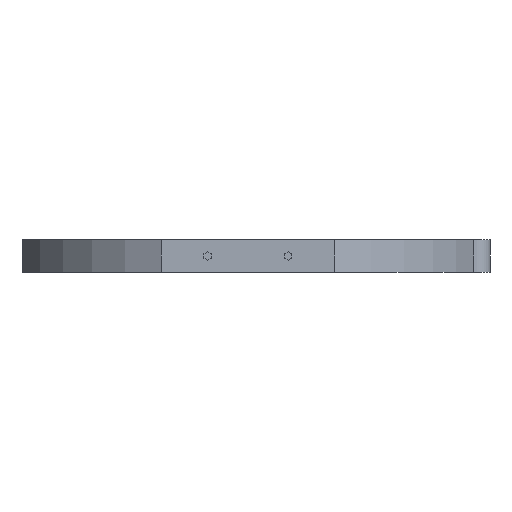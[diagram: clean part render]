
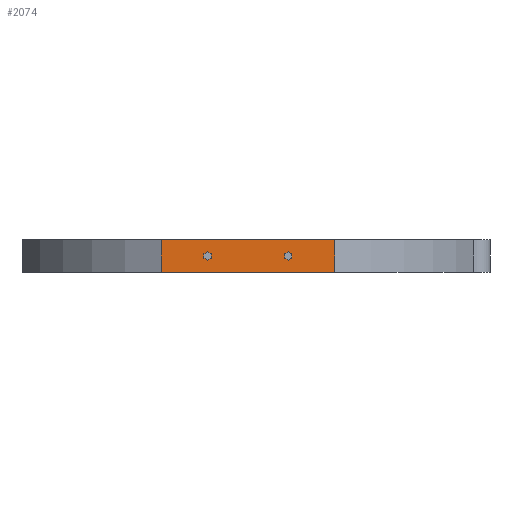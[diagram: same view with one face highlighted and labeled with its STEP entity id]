
A CAD part, left-side view. The second image highlights one B-rep face of the part: STEP entity #2074.
In plain terms, the highlighted planar face has unit normal (-1, 0, 0).
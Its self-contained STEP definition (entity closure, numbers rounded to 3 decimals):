
#1 = DIRECTION ( 'NONE',  ( 0., 0., -1. ) ) ;
#62 = CARTESIAN_POINT ( 'NONE',  ( -70., 7.5, -113.3 ) ) ;
#88 = VECTOR ( 'NONE', #1, 1000. ) ;
#109 = VERTEX_POINT ( 'NONE', #3295 ) ;
#118 = VECTOR ( 'NONE', #3288, 1000. ) ;
#186 = CARTESIAN_POINT ( 'NONE',  ( -70., 7.5, -110.7 ) ) ;
#187 = FACE_BOUND ( 'NONE', #3133, .T. ) ;
#202 = CARTESIAN_POINT ( 'NONE',  ( -70., 6.374, -112.65 ) ) ;
#203 = LINE ( 'NONE', #2131, #88 ) ;
#223 = FACE_BOUND ( 'NONE', #244, .T. ) ;
#231 = EDGE_CURVE ( 'NONE', #1632, #2833, #449, .T. ) ;
#244 = EDGE_LOOP ( 'NONE', ( #770, #3192, #2188, #1679, #2469, #1313 ) ) ;
#272 = EDGE_CURVE ( 'NONE', #1445, #1690, #1865, .T. ) ;
#281 = LINE ( 'NONE', #2421, #581 ) ;
#291 = EDGE_CURVE ( 'NONE', #2833, #1240, #203, .T. ) ;
#294 = LINE ( 'NONE', #805, #2558 ) ;
#325 = ORIENTED_EDGE ( 'NONE', *, *, #272, .F. ) ;
#328 = ORIENTED_EDGE ( 'NONE', *, *, #1129, .F. ) ;
#355 = CARTESIAN_POINT ( 'NONE',  ( -70., 7.5, -113.3 ) ) ;
#399 = DIRECTION ( 'NONE',  ( 0., 0.866, 0.5 ) ) ;
#439 = VECTOR ( 'NONE', #2336, 1000. ) ;
#448 = VERTEX_POINT ( 'NONE', #822 ) ;
#449 = LINE ( 'NONE', #186, #3327 ) ;
#450 = DIRECTION ( 'NONE',  ( 0., 0., 1. ) ) ;
#477 = LINE ( 'NONE', #724, #2674 ) ;
#503 = DIRECTION ( 'NONE',  ( 0., 0.866, 0.5 ) ) ;
#535 = DIRECTION ( 'NONE',  ( 0., 0.866, -0.5 ) ) ;
#555 = CARTESIAN_POINT ( 'NONE',  ( -70., -16.374, -111.35 ) ) ;
#581 = VECTOR ( 'NONE', #2939, 1000. ) ;
#608 = CARTESIAN_POINT ( 'NONE',  ( -70., 21.926, -117. ) ) ;
#622 = LINE ( 'NONE', #3022, #118 ) ;
#645 = EDGE_CURVE ( 'NONE', #3094, #109, #743, .T. ) ;
#680 = EDGE_CURVE ( 'NONE', #1829, #1281, #3363, .T. ) ;
#695 = VECTOR ( 'NONE', #3377, 1000. ) ;
#710 = EDGE_CURVE ( 'NONE', #1829, #1991, #281, .T. ) ;
#719 = EDGE_CURVE ( 'NONE', #448, #2547, #294, .T. ) ;
#724 = CARTESIAN_POINT ( 'NONE',  ( -70., -18.626, -111.35 ) ) ;
#743 = LINE ( 'NONE', #202, #2711 ) ;
#770 = ORIENTED_EDGE ( 'NONE', *, *, #1455, .F. ) ;
#799 = DIRECTION ( 'NONE',  ( 0., -0.866, 0.5 ) ) ;
#803 = VERTEX_POINT ( 'NONE', #2695 ) ;
#805 = CARTESIAN_POINT ( 'NONE',  ( -70., -17.5, -110.7 ) ) ;
#822 = CARTESIAN_POINT ( 'NONE',  ( -70., -17.5, -110.7 ) ) ;
#836 = CARTESIAN_POINT ( 'NONE',  ( -70., -16.374, -111.35 ) ) ;
#843 = LINE ( 'NONE', #2412, #3335 ) ;
#974 = CARTESIAN_POINT ( 'NONE',  ( -70., -75., -117. ) ) ;
#998 = VERTEX_POINT ( 'NONE', #3079 ) ;
#1013 = DIRECTION ( 'NONE',  ( 0., 1., 0. ) ) ;
#1069 = ORIENTED_EDGE ( 'NONE', *, *, #710, .T. ) ;
#1074 = EDGE_CURVE ( 'NONE', #3114, #1281, #843, .T. ) ;
#1129 = EDGE_CURVE ( 'NONE', #2547, #1445, #1904, .T. ) ;
#1151 = VECTOR ( 'NONE', #2047, 1000. ) ;
#1240 = VERTEX_POINT ( 'NONE', #1973 ) ;
#1252 = ORIENTED_EDGE ( 'NONE', *, *, #719, .F. ) ;
#1264 = LINE ( 'NONE', #2041, #439 ) ;
#1281 = VERTEX_POINT ( 'NONE', #608 ) ;
#1313 = ORIENTED_EDGE ( 'NONE', *, *, #645, .F. ) ;
#1337 = EDGE_CURVE ( 'NONE', #109, #1632, #1736, .T. ) ;
#1410 = LINE ( 'NONE', #62, #2118 ) ;
#1445 = VERTEX_POINT ( 'NONE', #3254 ) ;
#1448 = ORIENTED_EDGE ( 'NONE', *, *, #680, .F. ) ;
#1455 = EDGE_CURVE ( 'NONE', #3196, #3094, #1410, .T. ) ;
#1471 = EDGE_LOOP ( 'NONE', ( #1069, #1525, #3464, #1448 ) ) ;
#1511 = DIRECTION ( 'NONE',  ( 0., 0., 1. ) ) ;
#1525 = ORIENTED_EDGE ( 'NONE', *, *, #2146, .T. ) ;
#1534 = CARTESIAN_POINT ( 'NONE',  ( -70., -5., -107. ) ) ;
#1566 = LINE ( 'NONE', #2909, #695 ) ;
#1632 = VERTEX_POINT ( 'NONE', #3049 ) ;
#1655 = VECTOR ( 'NONE', #2700, 1000. ) ;
#1679 = ORIENTED_EDGE ( 'NONE', *, *, #231, .F. ) ;
#1690 = VERTEX_POINT ( 'NONE', #2117 ) ;
#1716 = CARTESIAN_POINT ( 'NONE',  ( -70., 6.374, -111.35 ) ) ;
#1736 = LINE ( 'NONE', #1716, #2619 ) ;
#1829 = VERTEX_POINT ( 'NONE', #2426 ) ;
#1865 = LINE ( 'NONE', #2923, #2658 ) ;
#1904 = LINE ( 'NONE', #555, #1655 ) ;
#1919 = DIRECTION ( 'NONE',  ( 0., 0., -1. ) ) ;
#1971 = EDGE_CURVE ( 'NONE', #803, #998, #1264, .T. ) ;
#1973 = CARTESIAN_POINT ( 'NONE',  ( -70., 8.626, -112.65 ) ) ;
#1991 = VERTEX_POINT ( 'NONE', #2544 ) ;
#2009 = AXIS2_PLACEMENT_3D ( 'NONE', #2852, #3102, #450 ) ;
#2041 = CARTESIAN_POINT ( 'NONE',  ( -70., -18.626, -112.65 ) ) ;
#2047 = DIRECTION ( 'NONE',  ( 0., 1., 0. ) ) ;
#2074 = ADVANCED_FACE ( 'NONE', ( #187, #223, #3126 ), #2588, .T. ) ;
#2117 = CARTESIAN_POINT ( 'NONE',  ( -70., -17.5, -113.3 ) ) ;
#2118 = VECTOR ( 'NONE', #799, 1000. ) ;
#2131 = CARTESIAN_POINT ( 'NONE',  ( -70., 8.626, -111.35 ) ) ;
#2146 = EDGE_CURVE ( 'NONE', #1991, #3114, #2636, .T. ) ;
#2188 = ORIENTED_EDGE ( 'NONE', *, *, #291, .F. ) ;
#2212 = ORIENTED_EDGE ( 'NONE', *, *, #2403, .F. ) ;
#2325 = DIRECTION ( 'NONE',  ( 0., 0.866, -0.5 ) ) ;
#2336 = DIRECTION ( 'NONE',  ( 0., 0., 1. ) ) ;
#2403 = EDGE_CURVE ( 'NONE', #998, #448, #477, .T. ) ;
#2412 = CARTESIAN_POINT ( 'NONE',  ( -70., 21.926, -117. ) ) ;
#2421 = CARTESIAN_POINT ( 'NONE',  ( -70., -31.926, -117. ) ) ;
#2426 = CARTESIAN_POINT ( 'NONE',  ( -70., -31.926, -117. ) ) ;
#2469 = ORIENTED_EDGE ( 'NONE', *, *, #1337, .F. ) ;
#2496 = ORIENTED_EDGE ( 'NONE', *, *, #3423, .F. ) ;
#2503 = EDGE_CURVE ( 'NONE', #1240, #3196, #1566, .T. ) ;
#2544 = CARTESIAN_POINT ( 'NONE',  ( -70., -31.926, -107. ) ) ;
#2547 = VERTEX_POINT ( 'NONE', #836 ) ;
#2558 = VECTOR ( 'NONE', #535, 1000. ) ;
#2588 = PLANE ( 'NONE',  #2009 ) ;
#2619 = VECTOR ( 'NONE', #399, 1000. ) ;
#2635 = DIRECTION ( 'NONE',  ( 0., -0.866, -0.5 ) ) ;
#2636 = LINE ( 'NONE', #1534, #2901 ) ;
#2658 = VECTOR ( 'NONE', #2635, 1000. ) ;
#2670 = CARTESIAN_POINT ( 'NONE',  ( -70., 21.926, -107. ) ) ;
#2674 = VECTOR ( 'NONE', #503, 1000. ) ;
#2695 = CARTESIAN_POINT ( 'NONE',  ( -70., -18.626, -112.65 ) ) ;
#2700 = DIRECTION ( 'NONE',  ( 0., 0., -1. ) ) ;
#2711 = VECTOR ( 'NONE', #1511, 1000. ) ;
#2715 = CARTESIAN_POINT ( 'NONE',  ( -70., 6.374, -112.65 ) ) ;
#2833 = VERTEX_POINT ( 'NONE', #2912 ) ;
#2852 = CARTESIAN_POINT ( 'NONE',  ( -70., -75., 30. ) ) ;
#2901 = VECTOR ( 'NONE', #1013, 1000. ) ;
#2909 = CARTESIAN_POINT ( 'NONE',  ( -70., 8.626, -112.65 ) ) ;
#2912 = CARTESIAN_POINT ( 'NONE',  ( -70., 8.626, -111.35 ) ) ;
#2923 = CARTESIAN_POINT ( 'NONE',  ( -70., -16.374, -112.65 ) ) ;
#2939 = DIRECTION ( 'NONE',  ( 0., 0., 1. ) ) ;
#3022 = CARTESIAN_POINT ( 'NONE',  ( -70., -17.5, -113.3 ) ) ;
#3049 = CARTESIAN_POINT ( 'NONE',  ( -70., 7.5, -110.7 ) ) ;
#3079 = CARTESIAN_POINT ( 'NONE',  ( -70., -18.626, -111.35 ) ) ;
#3094 = VERTEX_POINT ( 'NONE', #2715 ) ;
#3102 = DIRECTION ( 'NONE',  ( -1., 0., 0. ) ) ;
#3114 = VERTEX_POINT ( 'NONE', #2670 ) ;
#3126 = FACE_OUTER_BOUND ( 'NONE', #1471, .T. ) ;
#3133 = EDGE_LOOP ( 'NONE', ( #1252, #2212, #3165, #2496, #325, #328 ) ) ;
#3165 = ORIENTED_EDGE ( 'NONE', *, *, #1971, .F. ) ;
#3192 = ORIENTED_EDGE ( 'NONE', *, *, #2503, .F. ) ;
#3196 = VERTEX_POINT ( 'NONE', #355 ) ;
#3254 = CARTESIAN_POINT ( 'NONE',  ( -70., -16.374, -112.65 ) ) ;
#3288 = DIRECTION ( 'NONE',  ( 0., -0.866, 0.5 ) ) ;
#3295 = CARTESIAN_POINT ( 'NONE',  ( -70., 6.374, -111.35 ) ) ;
#3327 = VECTOR ( 'NONE', #2325, 1000. ) ;
#3335 = VECTOR ( 'NONE', #1919, 1000. ) ;
#3363 = LINE ( 'NONE', #974, #1151 ) ;
#3377 = DIRECTION ( 'NONE',  ( 0., -0.866, -0.5 ) ) ;
#3423 = EDGE_CURVE ( 'NONE', #1690, #803, #622, .T. ) ;
#3464 = ORIENTED_EDGE ( 'NONE', *, *, #1074, .T. ) ;
